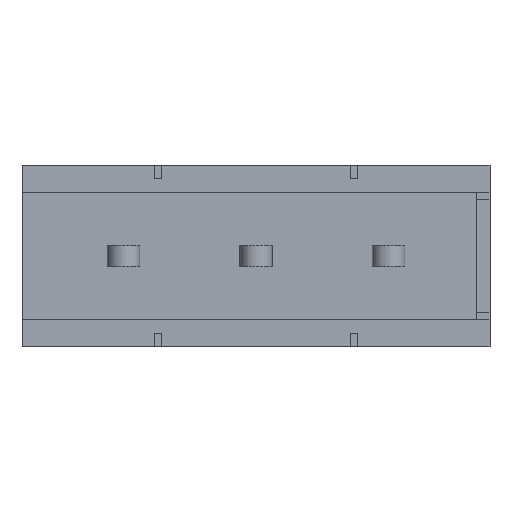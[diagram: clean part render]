
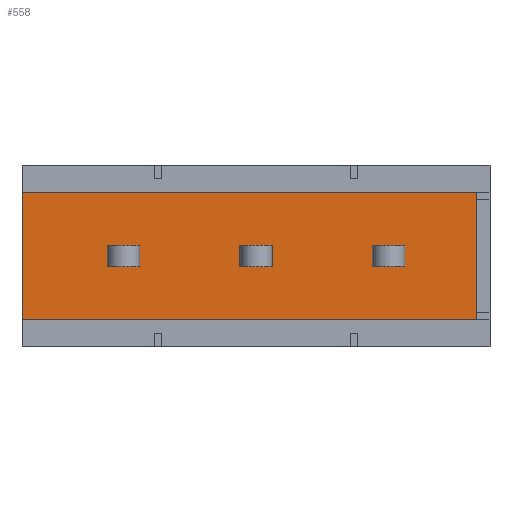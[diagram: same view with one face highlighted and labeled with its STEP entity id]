
A CAD part, front view. The second image highlights one B-rep face of the part: STEP entity #558.
In plain terms, the highlighted planar face has unit normal (0, -1, 0).
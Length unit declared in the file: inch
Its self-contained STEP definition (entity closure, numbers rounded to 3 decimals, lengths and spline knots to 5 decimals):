
#14 = EDGE_LOOP ( 'NONE', ( #4659, #1873, #5829, #4289 ) ) ;
#19 = CARTESIAN_POINT ( 'NONE',  ( -0.086, 0.01, 0.008 ) ) ;
#20 = CARTESIAN_POINT ( 'NONE',  ( -0.012, 0.01, -0.008 ) ) ;
#24 = VERTEX_POINT ( 'NONE', #19 ) ;
#44 = CARTESIAN_POINT ( 'NONE',  ( -0.012, 0.01, 0.008 ) ) ;
#47 = VECTOR ( 'NONE', #944, 39.37008 ) ;
#177 = VERTEX_POINT ( 'NONE', #6145 ) ;
#202 = DIRECTION ( 'NONE',  ( 1., 0., 0. ) ) ;
#262 = DIRECTION ( 'NONE',  ( 0., 0., -1. ) ) ;
#287 = ORIENTED_EDGE ( 'NONE', *, *, #5773, .F. ) ;
#325 = CARTESIAN_POINT ( 'NONE',  ( 0.012, 0.01, 0.008 ) ) ;
#348 = DIRECTION ( 'NONE',  ( -1., 0., 0. ) ) ;
#354 = CARTESIAN_POINT ( 'NONE',  ( 0.086, 0.01, -0.008 ) ) ;
#359 = VECTOR ( 'NONE', #5410, 39.37008 ) ;
#385 = EDGE_LOOP ( 'NONE', ( #1582, #3702, #1259, #287 ) ) ;
#440 = VERTEX_POINT ( 'NONE', #1071 ) ;
#444 = VERTEX_POINT ( 'NONE', #2231 ) ;
#472 = VERTEX_POINT ( 'NONE', #3253 ) ;
#480 = EDGE_LOOP ( 'NONE', ( #775, #2386, #3193, #6677 ) ) ;
#558 = ADVANCED_FACE ( 'NONE', ( #2142, #4346, #1482, #888 ), #1216, .T. ) ;
#583 = LINE ( 'NONE', #2040, #6371 ) ;
#596 = VECTOR ( 'NONE', #4149, 39.37008 ) ;
#775 = ORIENTED_EDGE ( 'NONE', *, *, #5989, .F. ) ;
#865 = EDGE_CURVE ( 'NONE', #6669, #472, #4693, .T. ) ;
#871 = DIRECTION ( 'NONE',  ( -1., 0., 0. ) ) ;
#888 = FACE_OUTER_BOUND ( 'NONE', #14, .T. ) ;
#930 = CARTESIAN_POINT ( 'NONE',  ( -0.11, 0.01, -0.008 ) ) ;
#944 = DIRECTION ( 'NONE',  ( 0., 0., -1. ) ) ;
#996 = CARTESIAN_POINT ( 'NONE',  ( -0.173, 0.01, 0.047 ) ) ;
#1010 = VECTOR ( 'NONE', #4629, 39.37008 ) ;
#1071 = CARTESIAN_POINT ( 'NONE',  ( 0.012, 0.01, 0.008 ) ) ;
#1144 = VECTOR ( 'NONE', #262, 39.37008 ) ;
#1157 = LINE ( 'NONE', #4468, #5413 ) ;
#1216 = PLANE ( 'NONE',  #6843 ) ;
#1259 = ORIENTED_EDGE ( 'NONE', *, *, #4016, .F. ) ;
#1278 = EDGE_CURVE ( 'NONE', #5639, #7023, #4026, .T. ) ;
#1341 = CARTESIAN_POINT ( 'NONE',  ( 0.163, 0.01, 0.047 ) ) ;
#1451 = VECTOR ( 'NONE', #4032, 39.37008 ) ;
#1482 = FACE_BOUND ( 'NONE', #385, .T. ) ;
#1529 = ORIENTED_EDGE ( 'NONE', *, *, #3483, .F. ) ;
#1582 = ORIENTED_EDGE ( 'NONE', *, *, #6733, .F. ) ;
#1621 = ORIENTED_EDGE ( 'NONE', *, *, #1278, .F. ) ;
#1652 = EDGE_CURVE ( 'NONE', #5822, #444, #2620, .T. ) ;
#1665 = EDGE_CURVE ( 'NONE', #4089, #177, #4502, .T. ) ;
#1726 = VECTOR ( 'NONE', #348, 39.37008 ) ;
#1799 = DIRECTION ( 'NONE',  ( 0., 0., 1. ) ) ;
#1828 = VECTOR ( 'NONE', #6146, 39.37008 ) ;
#1866 = CARTESIAN_POINT ( 'NONE',  ( -0.173, 0.01, -0.047 ) ) ;
#1873 = ORIENTED_EDGE ( 'NONE', *, *, #865, .T. ) ;
#2040 = CARTESIAN_POINT ( 'NONE',  ( 0.163, 0.01, 0.047 ) ) ;
#2124 = VECTOR ( 'NONE', #6692, 39.37008 ) ;
#2133 = CARTESIAN_POINT ( 'NONE',  ( 0.11, 0.01, -0.008 ) ) ;
#2142 = FACE_BOUND ( 'NONE', #480, .T. ) ;
#2231 = CARTESIAN_POINT ( 'NONE',  ( -0.11, 0.01, -0.008 ) ) ;
#2323 = EDGE_CURVE ( 'NONE', #3664, #6334, #3288, .T. ) ;
#2386 = ORIENTED_EDGE ( 'NONE', *, *, #3553, .F. ) ;
#2479 = CARTESIAN_POINT ( 'NONE',  ( 0.086, 0.01, 0.008 ) ) ;
#2540 = VECTOR ( 'NONE', #202, 39.37008 ) ;
#2600 = EDGE_CURVE ( 'NONE', #472, #4089, #2940, .T. ) ;
#2620 = LINE ( 'NONE', #6698, #1451 ) ;
#2691 = CARTESIAN_POINT ( 'NONE',  ( 0.11, 0.01, 0.008 ) ) ;
#2740 = EDGE_CURVE ( 'NONE', #4655, #5639, #1157, .T. ) ;
#2940 = LINE ( 'NONE', #4713, #47 ) ;
#3009 = LINE ( 'NONE', #930, #3535 ) ;
#3100 = VECTOR ( 'NONE', #5741, 39.37008 ) ;
#3101 = CARTESIAN_POINT ( 'NONE',  ( -0.173, 0.01, -0.047 ) ) ;
#3112 = VERTEX_POINT ( 'NONE', #5465 ) ;
#3179 = LINE ( 'NONE', #4068, #3100 ) ;
#3193 = ORIENTED_EDGE ( 'NONE', *, *, #1652, .F. ) ;
#3238 = CARTESIAN_POINT ( 'NONE',  ( 0.086, 0.01, 0.008 ) ) ;
#3253 = CARTESIAN_POINT ( 'NONE',  ( -0.173, 0.01, 0.047 ) ) ;
#3254 = VECTOR ( 'NONE', #871, 39.37008 ) ;
#3262 = LINE ( 'NONE', #5035, #1828 ) ;
#3288 = LINE ( 'NONE', #6229, #4567 ) ;
#3479 = CARTESIAN_POINT ( 'NONE',  ( -0.11, 0.01, 0.008 ) ) ;
#3483 = EDGE_CURVE ( 'NONE', #3556, #4655, #3179, .T. ) ;
#3535 = VECTOR ( 'NONE', #5805, 39.37008 ) ;
#3553 = EDGE_CURVE ( 'NONE', #444, #3112, #3009, .T. ) ;
#3556 = VERTEX_POINT ( 'NONE', #354 ) ;
#3559 = CARTESIAN_POINT ( 'NONE',  ( -0.11, 0.01, 0.008 ) ) ;
#3572 = LINE ( 'NONE', #325, #1010 ) ;
#3617 = CARTESIAN_POINT ( 'NONE',  ( -0.086, 0.01, 0.008 ) ) ;
#3664 = VERTEX_POINT ( 'NONE', #20 ) ;
#3702 = ORIENTED_EDGE ( 'NONE', *, *, #2323, .F. ) ;
#4016 = EDGE_CURVE ( 'NONE', #5866, #3664, #4628, .T. ) ;
#4026 = LINE ( 'NONE', #2479, #1726 ) ;
#4032 = DIRECTION ( 'NONE',  ( 0., 0., -1. ) ) ;
#4068 = CARTESIAN_POINT ( 'NONE',  ( 0.086, 0.01, -0.008 ) ) ;
#4089 = VERTEX_POINT ( 'NONE', #3101 ) ;
#4149 = DIRECTION ( 'NONE',  ( 0., 0., 1. ) ) ;
#4207 = DIRECTION ( 'NONE',  ( 0., 0., -1. ) ) ;
#4289 = ORIENTED_EDGE ( 'NONE', *, *, #1665, .T. ) ;
#4346 = FACE_BOUND ( 'NONE', #6081, .T. ) ;
#4458 = EDGE_CURVE ( 'NONE', #7023, #3556, #3262, .T. ) ;
#4468 = CARTESIAN_POINT ( 'NONE',  ( 0.11, 0.01, 0.008 ) ) ;
#4502 = LINE ( 'NONE', #1866, #2540 ) ;
#4504 = CARTESIAN_POINT ( 'NONE',  ( 0.012, 0.01, -0.008 ) ) ;
#4523 = EDGE_CURVE ( 'NONE', #24, #5822, #5987, .T. ) ;
#4567 = VECTOR ( 'NONE', #6150, 39.37008 ) ;
#4628 = LINE ( 'NONE', #6773, #1144 ) ;
#4629 = DIRECTION ( 'NONE',  ( 0., 0., 1. ) ) ;
#4655 = VERTEX_POINT ( 'NONE', #2133 ) ;
#4659 = ORIENTED_EDGE ( 'NONE', *, *, #6833, .F. ) ;
#4693 = LINE ( 'NONE', #996, #359 ) ;
#4713 = CARTESIAN_POINT ( 'NONE',  ( -0.173, 0.01, 0.047 ) ) ;
#5035 = CARTESIAN_POINT ( 'NONE',  ( 0.086, 0.01, 0.008 ) ) ;
#5052 = DIRECTION ( 'NONE',  ( 0., -1., 0. ) ) ;
#5410 = DIRECTION ( 'NONE',  ( -1., 0., 0. ) ) ;
#5413 = VECTOR ( 'NONE', #1799, 39.37008 ) ;
#5465 = CARTESIAN_POINT ( 'NONE',  ( -0.086, 0.01, -0.008 ) ) ;
#5569 = CARTESIAN_POINT ( 'NONE',  ( -0.012, 0.01, 0.008 ) ) ;
#5599 = DIRECTION ( 'NONE',  ( 0., 0., -1. ) ) ;
#5639 = VERTEX_POINT ( 'NONE', #2691 ) ;
#5741 = DIRECTION ( 'NONE',  ( 1., 0., 0. ) ) ;
#5773 = EDGE_CURVE ( 'NONE', #440, #5866, #6649, .T. ) ;
#5805 = DIRECTION ( 'NONE',  ( 1., 0., 0. ) ) ;
#5822 = VERTEX_POINT ( 'NONE', #3479 ) ;
#5829 = ORIENTED_EDGE ( 'NONE', *, *, #2600, .T. ) ;
#5866 = VERTEX_POINT ( 'NONE', #5569 ) ;
#5987 = LINE ( 'NONE', #3559, #3254 ) ;
#5989 = EDGE_CURVE ( 'NONE', #3112, #24, #6554, .T. ) ;
#6081 = EDGE_LOOP ( 'NONE', ( #6374, #1529, #6391, #1621 ) ) ;
#6145 = CARTESIAN_POINT ( 'NONE',  ( 0.163, 0.01, -0.047 ) ) ;
#6146 = DIRECTION ( 'NONE',  ( 0., 0., -1. ) ) ;
#6150 = DIRECTION ( 'NONE',  ( 1., 0., 0. ) ) ;
#6229 = CARTESIAN_POINT ( 'NONE',  ( -0.012, 0.01, -0.008 ) ) ;
#6334 = VERTEX_POINT ( 'NONE', #4504 ) ;
#6371 = VECTOR ( 'NONE', #4207, 39.37008 ) ;
#6374 = ORIENTED_EDGE ( 'NONE', *, *, #2740, .F. ) ;
#6391 = ORIENTED_EDGE ( 'NONE', *, *, #4458, .F. ) ;
#6554 = LINE ( 'NONE', #3617, #596 ) ;
#6649 = LINE ( 'NONE', #44, #2124 ) ;
#6669 = VERTEX_POINT ( 'NONE', #1341 ) ;
#6677 = ORIENTED_EDGE ( 'NONE', *, *, #4523, .F. ) ;
#6691 = CARTESIAN_POINT ( 'NONE',  ( 0., 0.01, 0. ) ) ;
#6692 = DIRECTION ( 'NONE',  ( -1., 0., 0. ) ) ;
#6698 = CARTESIAN_POINT ( 'NONE',  ( -0.11, 0.01, 0.008 ) ) ;
#6733 = EDGE_CURVE ( 'NONE', #6334, #440, #3572, .T. ) ;
#6773 = CARTESIAN_POINT ( 'NONE',  ( -0.012, 0.01, 0.008 ) ) ;
#6833 = EDGE_CURVE ( 'NONE', #6669, #177, #583, .T. ) ;
#6843 = AXIS2_PLACEMENT_3D ( 'NONE', #6691, #5052, #5599 ) ;
#7023 = VERTEX_POINT ( 'NONE', #3238 ) ;
